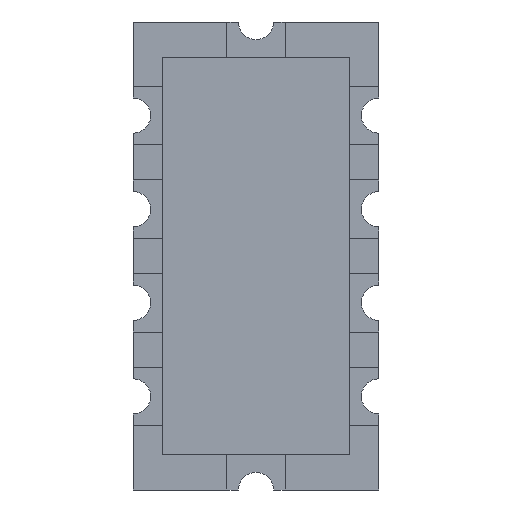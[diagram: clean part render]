
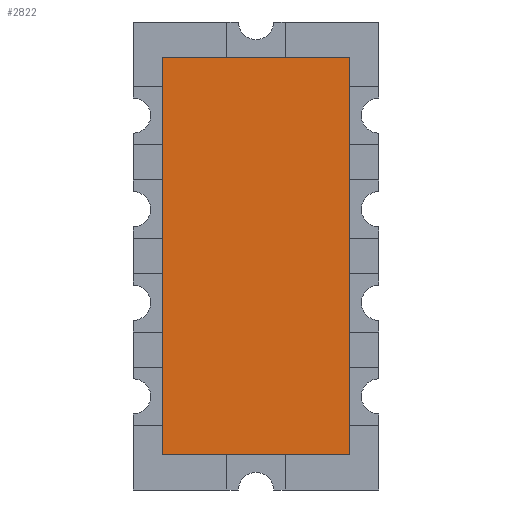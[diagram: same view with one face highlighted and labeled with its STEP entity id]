
A CAD part, front view. The second image highlights one B-rep face of the part: STEP entity #2822.
In plain terms, the highlighted planar face has unit normal (0, -1, 0).
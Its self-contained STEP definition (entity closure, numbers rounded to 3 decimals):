
#845=DIRECTION('',(0.,0.,1.));
#846=VECTOR('',#845,3.4);
#847=CARTESIAN_POINT('',(0.8,-0.283,0.3));
#848=LINE('',#847,#846);
#849=DIRECTION('',(1.,0.,0.));
#850=VECTOR('',#849,1.6);
#851=CARTESIAN_POINT('',(-0.8,-0.283,0.3));
#852=LINE('',#851,#850);
#853=DIRECTION('',(0.,0.,-1.));
#854=VECTOR('',#853,3.4);
#855=CARTESIAN_POINT('',(-0.8,-0.283,3.7));
#856=LINE('',#855,#854);
#857=DIRECTION('',(-1.,0.,0.));
#858=VECTOR('',#857,1.6);
#859=CARTESIAN_POINT('',(0.8,-0.283,3.7));
#860=LINE('',#859,#858);
#1461=CARTESIAN_POINT('',(0.8,-0.283,0.3));
#1462=CARTESIAN_POINT('',(0.8,-0.283,3.7));
#1463=VERTEX_POINT('',#1461);
#1464=VERTEX_POINT('',#1462);
#1465=CARTESIAN_POINT('',(-0.8,-0.283,3.7));
#1466=VERTEX_POINT('',#1465);
#1467=CARTESIAN_POINT('',(-0.8,-0.283,0.3));
#1468=VERTEX_POINT('',#1467);
#2811=CARTESIAN_POINT('',(0.,-0.283,0.));
#2812=DIRECTION('',(0.,-1.,0.));
#2813=DIRECTION('',(-1.,0.,0.));
#2814=AXIS2_PLACEMENT_3D('',#2811,#2812,#2813);
#2815=PLANE('',#2814);
#2816=ORIENTED_EDGE('',*,*,#2506,.F.);
#2817=ORIENTED_EDGE('',*,*,#2737,.F.);
#2818=ORIENTED_EDGE('',*,*,#2762,.F.);
#2819=ORIENTED_EDGE('',*,*,#2798,.F.);
#2820=EDGE_LOOP('',(#2816,#2817,#2818,#2819));
#2821=FACE_OUTER_BOUND('',#2820,.F.);
#2506=EDGE_CURVE('',#1463,#1464,#848,.T.);
#2737=EDGE_CURVE('',#1468,#1463,#852,.T.);
#2762=EDGE_CURVE('',#1466,#1468,#856,.T.);
#2798=EDGE_CURVE('',#1464,#1466,#860,.T.);
#2822=ADVANCED_FACE('',(#2821),#2815,.T.);
